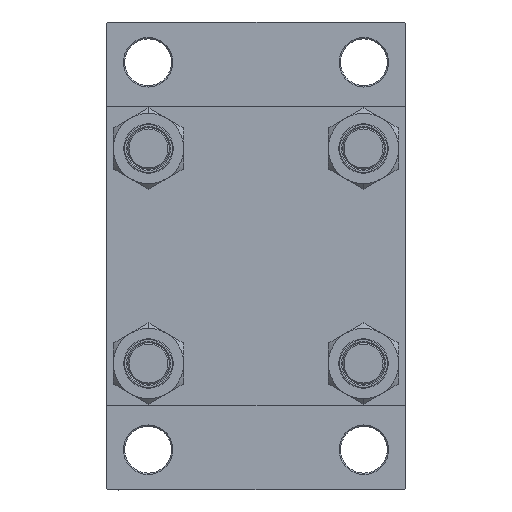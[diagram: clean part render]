
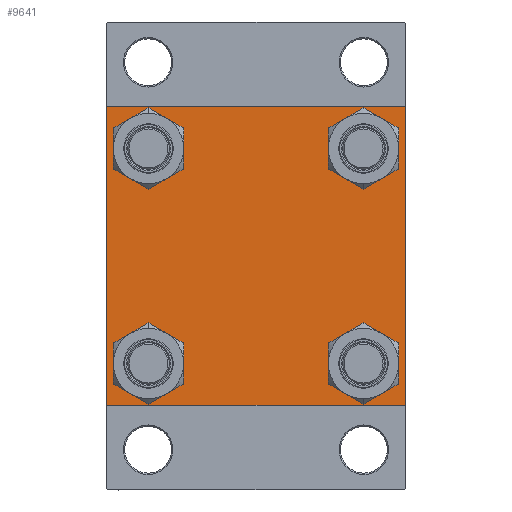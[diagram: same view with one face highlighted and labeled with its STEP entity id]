
A CAD part, left-side view. The second image highlights one B-rep face of the part: STEP entity #9641.
In plain terms, the highlighted planar face has unit normal (-1, 0, 0).
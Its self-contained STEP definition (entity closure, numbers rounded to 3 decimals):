
#462 = CARTESIAN_POINT ( 'NONE',  ( 0., 41.35, -41.35 ) ) ;
#607 = CARTESIAN_POINT ( 'NONE',  ( 0., 57.5, -57.5 ) ) ;
#980 = CIRCLE ( 'NONE', #37946, 8.5 ) ;
#1091 = CARTESIAN_POINT ( 'NONE',  ( 0., -41.35, 49.85 ) ) ;
#1124 = EDGE_CURVE ( 'NONE', #17904, #10490, #5293, .T. ) ;
#1478 = VERTEX_POINT ( 'NONE', #4753 ) ;
#1699 = EDGE_CURVE ( 'NONE', #40436, #44214, #44477, .T. ) ;
#1997 = DIRECTION ( 'NONE',  ( 1., 0., 0. ) ) ;
#2185 = AXIS2_PLACEMENT_3D ( 'NONE', #16139, #26977, #44354 ) ;
#2358 = CARTESIAN_POINT ( 'NONE',  ( 0., -57., 57.5 ) ) ;
#2756 = CARTESIAN_POINT ( 'NONE',  ( 0., -57., -57.5 ) ) ;
#3244 = ORIENTED_EDGE ( 'NONE', *, *, #24074, .T. ) ;
#3370 = CARTESIAN_POINT ( 'NONE',  ( 0., -41.35, -41.35 ) ) ;
#3381 = ORIENTED_EDGE ( 'NONE', *, *, #39620, .T. ) ;
#3485 = CIRCLE ( 'NONE', #8860, 8.5 ) ;
#4081 = CARTESIAN_POINT ( 'NONE',  ( 0., 57.5, 57.5 ) ) ;
#4114 = VERTEX_POINT ( 'NONE', #32430 ) ;
#4138 = VECTOR ( 'NONE', #28689, 1000. ) ;
#4170 = CARTESIAN_POINT ( 'NONE',  ( 0., 41.35, 49.85 ) ) ;
#4398 = CARTESIAN_POINT ( 'NONE',  ( 0., -57.25, -57.25 ) ) ;
#4753 = CARTESIAN_POINT ( 'NONE',  ( 0., -41.35, -49.85 ) ) ;
#4921 = CARTESIAN_POINT ( 'NONE',  ( 0., -57.5, 57.5 ) ) ;
#5293 = CIRCLE ( 'NONE', #2185, 8.5 ) ;
#5815 = VECTOR ( 'NONE', #6019, 1000. ) ;
#6019 = DIRECTION ( 'NONE',  ( 0., 0.707, -0.707 ) ) ;
#6849 = CARTESIAN_POINT ( 'NONE',  ( 0., -57.25, 57.25 ) ) ;
#6969 = CARTESIAN_POINT ( 'NONE',  ( 0., 57.25, -57.25 ) ) ;
#7105 = AXIS2_PLACEMENT_3D ( 'NONE', #42499, #1997, #8746 ) ;
#7355 = ORIENTED_EDGE ( 'NONE', *, *, #1699, .T. ) ;
#7497 = EDGE_CURVE ( 'NONE', #16541, #22724, #17951, .T. ) ;
#7787 = DIRECTION ( 'NONE',  ( 1., 0., 0. ) ) ;
#7824 = VECTOR ( 'NONE', #46873, 1000. ) ;
#8495 = EDGE_CURVE ( 'NONE', #39850, #10357, #19402, .T. ) ;
#8746 = DIRECTION ( 'NONE',  ( 0., 0., 1. ) ) ;
#8860 = AXIS2_PLACEMENT_3D ( 'NONE', #8877, #20933, #34687 ) ;
#8877 = CARTESIAN_POINT ( 'NONE',  ( 0., 41.35, -41.35 ) ) ;
#9253 = EDGE_CURVE ( 'NONE', #16541, #32241, #20347, .T. ) ;
#9641 = ADVANCED_FACE ( 'NONE', ( #42876, #39028, #20700, #35407, #17077 ), #19760, .T. ) ;
#10357 = VERTEX_POINT ( 'NONE', #4170 ) ;
#10490 = VERTEX_POINT ( 'NONE', #12574 ) ;
#10845 = ORIENTED_EDGE ( 'NONE', *, *, #31588, .T. ) ;
#10895 = CARTESIAN_POINT ( 'NONE',  ( 0., 41.35, -49.85 ) ) ;
#11067 = DIRECTION ( 'NONE',  ( 0., -1., 0. ) ) ;
#11204 = AXIS2_PLACEMENT_3D ( 'NONE', #38735, #12689, #35588 ) ;
#11382 = LINE ( 'NONE', #4398, #25078 ) ;
#11566 = CARTESIAN_POINT ( 'NONE',  ( 0., -57.5, 57. ) ) ;
#11867 = CARTESIAN_POINT ( 'NONE',  ( 0., 57., -57.5 ) ) ;
#12339 = ORIENTED_EDGE ( 'NONE', *, *, #1124, .T. ) ;
#12370 = ORIENTED_EDGE ( 'NONE', *, *, #24108, .T. ) ;
#12574 = CARTESIAN_POINT ( 'NONE',  ( 0., -41.35, 32.85 ) ) ;
#12590 = CARTESIAN_POINT ( 'NONE',  ( 0., 41.35, 32.85 ) ) ;
#12689 = DIRECTION ( 'NONE',  ( 1., 0., 0. ) ) ;
#13789 = ORIENTED_EDGE ( 'NONE', *, *, #32830, .T. ) ;
#14301 = EDGE_CURVE ( 'NONE', #41065, #22175, #980, .T. ) ;
#14516 = ORIENTED_EDGE ( 'NONE', *, *, #8495, .T. ) ;
#14524 = ORIENTED_EDGE ( 'NONE', *, *, #30875, .F. ) ;
#14781 = VECTOR ( 'NONE', #19395, 1000. ) ;
#15310 = DIRECTION ( 'NONE',  ( 0., -1., 0. ) ) ;
#15409 = EDGE_LOOP ( 'NONE', ( #30870, #10845 ) ) ;
#15578 = VERTEX_POINT ( 'NONE', #25559 ) ;
#15748 = LINE ( 'NONE', #38591, #5815 ) ;
#16139 = CARTESIAN_POINT ( 'NONE',  ( 0., -41.35, 41.35 ) ) ;
#16365 = AXIS2_PLACEMENT_3D ( 'NONE', #34461, #21899, #36360 ) ;
#16541 = VERTEX_POINT ( 'NONE', #11566 ) ;
#16748 = CIRCLE ( 'NONE', #19075, 8.5 ) ;
#16988 = DIRECTION ( 'NONE',  ( 0., 0., -1. ) ) ;
#17058 = CARTESIAN_POINT ( 'NONE',  ( 0., 57.5, -57. ) ) ;
#17077 = FACE_OUTER_BOUND ( 'NONE', #33204, .T. ) ;
#17904 = VERTEX_POINT ( 'NONE', #1091 ) ;
#17951 = LINE ( 'NONE', #6849, #7824 ) ;
#18394 = EDGE_CURVE ( 'NONE', #10490, #17904, #27810, .T. ) ;
#18550 = DIRECTION ( 'NONE',  ( 1., 0., 0. ) ) ;
#19075 = AXIS2_PLACEMENT_3D ( 'NONE', #26818, #7787, #37455 ) ;
#19395 = DIRECTION ( 'NONE',  ( 0., 0., -1. ) ) ;
#19402 = CIRCLE ( 'NONE', #7105, 8.5 ) ;
#19760 = PLANE ( 'NONE',  #16365 ) ;
#20139 = CARTESIAN_POINT ( 'NONE',  ( 0., 57.5, 57.5 ) ) ;
#20347 = LINE ( 'NONE', #4921, #14781 ) ;
#20632 = ORIENTED_EDGE ( 'NONE', *, *, #7497, .T. ) ;
#20700 = FACE_BOUND ( 'NONE', #15409, .T. ) ;
#20933 = DIRECTION ( 'NONE',  ( 1., 0., 0. ) ) ;
#21105 = CIRCLE ( 'NONE', #33421, 8.5 ) ;
#21773 = CARTESIAN_POINT ( 'NONE',  ( 0., -57.5, -57. ) ) ;
#21899 = DIRECTION ( 'NONE',  ( -1., 0., 0. ) ) ;
#21943 = VERTEX_POINT ( 'NONE', #17058 ) ;
#22175 = VERTEX_POINT ( 'NONE', #10895 ) ;
#22724 = VERTEX_POINT ( 'NONE', #2358 ) ;
#24074 = EDGE_CURVE ( 'NONE', #21943, #40436, #33011, .T. ) ;
#24108 = EDGE_CURVE ( 'NONE', #4114, #1478, #21105, .T. ) ;
#25078 = VECTOR ( 'NONE', #44175, 1000. ) ;
#25559 = CARTESIAN_POINT ( 'NONE',  ( 0., 57.5, 57. ) ) ;
#26818 = CARTESIAN_POINT ( 'NONE',  ( 0., 41.35, 41.35 ) ) ;
#26977 = DIRECTION ( 'NONE',  ( 1., 0., 0. ) ) ;
#27547 = ORIENTED_EDGE ( 'NONE', *, *, #44966, .T. ) ;
#27810 = CIRCLE ( 'NONE', #33974, 8.5 ) ;
#27850 = CARTESIAN_POINT ( 'NONE',  ( 0., -41.35, 41.35 ) ) ;
#28114 = VECTOR ( 'NONE', #11067, 1000. ) ;
#28689 = DIRECTION ( 'NONE',  ( 0., -0.707, -0.707 ) ) ;
#29645 = EDGE_LOOP ( 'NONE', ( #12370, #13789 ) ) ;
#29937 = VECTOR ( 'NONE', #15310, 1000. ) ;
#30750 = LINE ( 'NONE', #20139, #40099 ) ;
#30870 = ORIENTED_EDGE ( 'NONE', *, *, #14301, .T. ) ;
#30875 = EDGE_CURVE ( 'NONE', #40549, #22724, #31885, .T. ) ;
#31238 = CIRCLE ( 'NONE', #11204, 8.5 ) ;
#31588 = EDGE_CURVE ( 'NONE', #22175, #41065, #3485, .T. ) ;
#31831 = ORIENTED_EDGE ( 'NONE', *, *, #32464, .T. ) ;
#31885 = LINE ( 'NONE', #4081, #28114 ) ;
#32241 = VERTEX_POINT ( 'NONE', #21773 ) ;
#32296 = DIRECTION ( 'NONE',  ( 0., 0., 1. ) ) ;
#32298 = EDGE_LOOP ( 'NONE', ( #3381, #14516 ) ) ;
#32430 = CARTESIAN_POINT ( 'NONE',  ( 0., -41.35, -32.85 ) ) ;
#32464 = EDGE_CURVE ( 'NONE', #44214, #32241, #11382, .T. ) ;
#32830 = EDGE_CURVE ( 'NONE', #1478, #4114, #31238, .T. ) ;
#33011 = LINE ( 'NONE', #6969, #4138 ) ;
#33204 = EDGE_LOOP ( 'NONE', ( #27547, #3244, #7355, #31831, #47570, #20632, #14524, #38054 ) ) ;
#33421 = AXIS2_PLACEMENT_3D ( 'NONE', #3370, #18550, #32296 ) ;
#33488 = DIRECTION ( 'NONE',  ( 1., 0., 0. ) ) ;
#33963 = DIRECTION ( 'NONE',  ( 0., 0., 1. ) ) ;
#33974 = AXIS2_PLACEMENT_3D ( 'NONE', #27850, #41843, #45701 ) ;
#34461 = CARTESIAN_POINT ( 'NONE',  ( 0., 0., 0. ) ) ;
#34687 = DIRECTION ( 'NONE',  ( 0., 0., 1. ) ) ;
#34754 = ORIENTED_EDGE ( 'NONE', *, *, #18394, .T. ) ;
#35407 = FACE_BOUND ( 'NONE', #32298, .T. ) ;
#35588 = DIRECTION ( 'NONE',  ( 0., 0., 1. ) ) ;
#36360 = DIRECTION ( 'NONE',  ( 0., 0., 1. ) ) ;
#37455 = DIRECTION ( 'NONE',  ( 0., 0., 1. ) ) ;
#37946 = AXIS2_PLACEMENT_3D ( 'NONE', #462, #33488, #33963 ) ;
#38054 = ORIENTED_EDGE ( 'NONE', *, *, #47270, .T. ) ;
#38591 = CARTESIAN_POINT ( 'NONE',  ( 0., 57.25, 57.25 ) ) ;
#38735 = CARTESIAN_POINT ( 'NONE',  ( 0., -41.35, -41.35 ) ) ;
#39028 = FACE_BOUND ( 'NONE', #29645, .T. ) ;
#39620 = EDGE_CURVE ( 'NONE', #10357, #39850, #16748, .T. ) ;
#39639 = CARTESIAN_POINT ( 'NONE',  ( 0., 41.35, -32.85 ) ) ;
#39850 = VERTEX_POINT ( 'NONE', #12590 ) ;
#40099 = VECTOR ( 'NONE', #16988, 1000. ) ;
#40436 = VERTEX_POINT ( 'NONE', #11867 ) ;
#40549 = VERTEX_POINT ( 'NONE', #40761 ) ;
#40733 = EDGE_LOOP ( 'NONE', ( #12339, #34754 ) ) ;
#40761 = CARTESIAN_POINT ( 'NONE',  ( 0., 57., 57.5 ) ) ;
#41065 = VERTEX_POINT ( 'NONE', #39639 ) ;
#41843 = DIRECTION ( 'NONE',  ( 1., 0., 0. ) ) ;
#42499 = CARTESIAN_POINT ( 'NONE',  ( 0., 41.35, 41.35 ) ) ;
#42876 = FACE_BOUND ( 'NONE', #40733, .T. ) ;
#44175 = DIRECTION ( 'NONE',  ( 0., -0.707, 0.707 ) ) ;
#44214 = VERTEX_POINT ( 'NONE', #2756 ) ;
#44354 = DIRECTION ( 'NONE',  ( 0., 0., 1. ) ) ;
#44477 = LINE ( 'NONE', #607, #29937 ) ;
#44966 = EDGE_CURVE ( 'NONE', #15578, #21943, #30750, .T. ) ;
#45701 = DIRECTION ( 'NONE',  ( 0., 0., 1. ) ) ;
#46873 = DIRECTION ( 'NONE',  ( 0., 0.707, 0.707 ) ) ;
#47270 = EDGE_CURVE ( 'NONE', #40549, #15578, #15748, .T. ) ;
#47570 = ORIENTED_EDGE ( 'NONE', *, *, #9253, .F. ) ;
